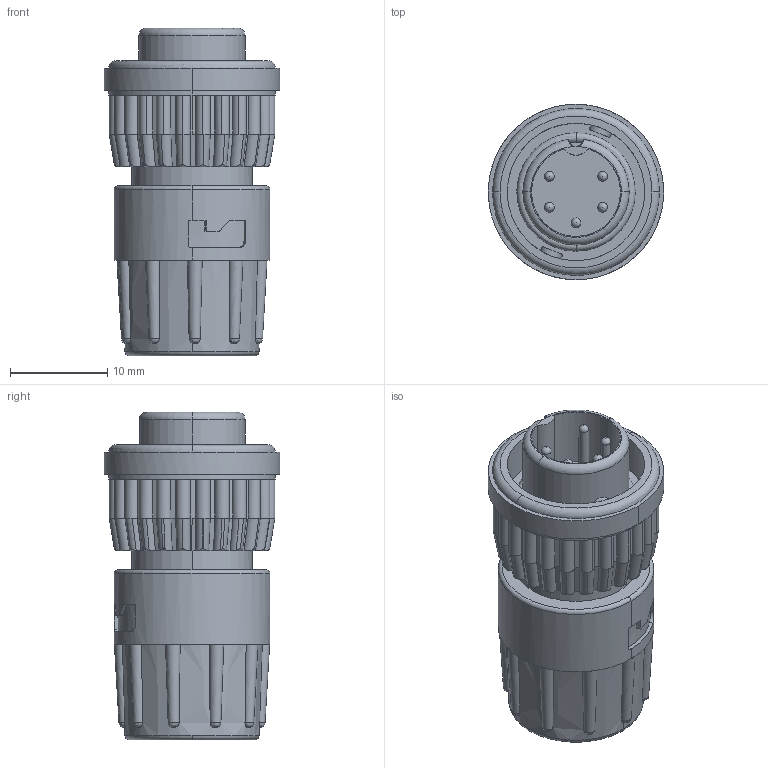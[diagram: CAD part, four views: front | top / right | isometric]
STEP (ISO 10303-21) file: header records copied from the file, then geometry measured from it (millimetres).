
FILE_DESCRIPTION (( 'STEP AP203' ), '1' );
FILE_NAME ('6282-5PG-311.STEP', '2015-11-12T22:30:24', ( '' ), ( '' ), 'SwSTEP 2.0', 'SolidWorks 2014', '' );
FILE_SCHEMA (( 'CONFIG_CONTROL_DESIGN' ));
Length unit declared in the file: inch
Products named in the file (1): 6282-5PG-311
Bounding box: 18.02 x 18.03 x 33.71 mm (x, y, z)
Volume: 5379.9 mm3; surface area: 3046.9 mm2
Topology: 1 solids, 1 shells, 324 faces, 941 edges, 629 vertices
Faces by surface type: cylinder 191, plane 69, torus 35, bspline 20, sphere 5, cone 4
Entity records: 17991 total; most frequent: CARTESIAN_POINT 10560, ORIENTED_EDGE 1852, DIRECTION 1064, EDGE_CURVE 926, VERTEX_POINT 619, B_SPLINE_CURVE_WITH_KNOTS 576, AXIS2_PLACEMENT_3D 414, EDGE_LOOP 339
